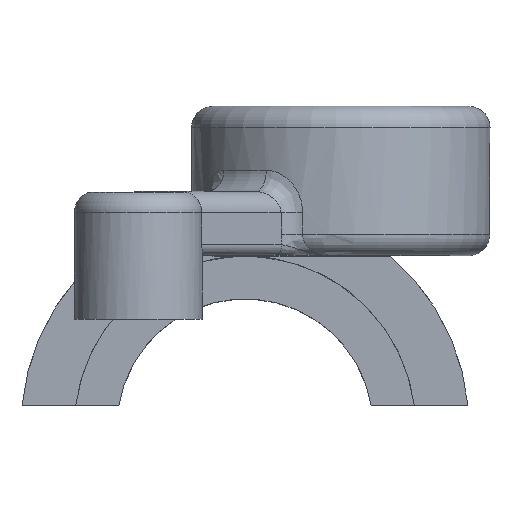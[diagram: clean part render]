
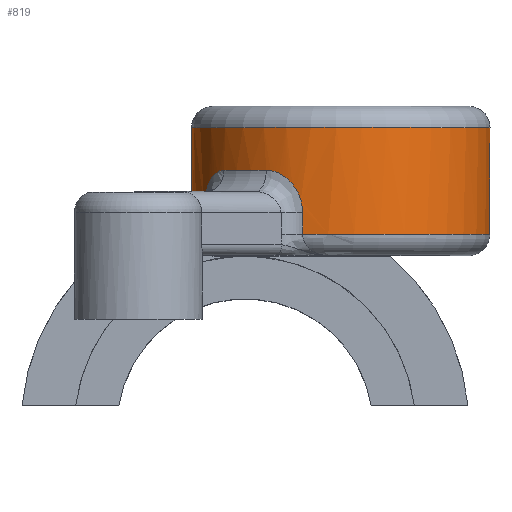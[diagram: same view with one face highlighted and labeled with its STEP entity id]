
A CAD part, top view. The second image highlights one B-rep face of the part: STEP entity #819.
In plain terms, the highlighted cylindrical face has radius 7 mm (diameter 14 mm), a partial arc.
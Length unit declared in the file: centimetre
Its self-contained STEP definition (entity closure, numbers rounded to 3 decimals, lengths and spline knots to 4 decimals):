
#59=B_SPLINE_CURVE_WITH_KNOTS('',3,(#1650,#1651,#1652,#1653,#1654,#1655,
#1656,#1657,#1658,#1659),.UNSPECIFIED.,.F.,.U.,(4,2,2,2,4),(0.,
0.0411,0.1068,0.2119,0.3204),
 .UNSPECIFIED.);
#62=B_SPLINE_CURVE_WITH_KNOTS('',3,(#1852,#1853,#1854,#1855,#1856,#1857,
#1858,#1859,#1860,#1861),.UNSPECIFIED.,.F.,.U.,(4,2,2,2,4),(0.,
0.0411,0.1068,0.212,0.3205),
 .UNSPECIFIED.);
#81=CYLINDRICAL_SURFACE('',#892,0.7);
#114=CIRCLE('',#884,0.7);
#116=CIRCLE('',#887,0.7);
#118=CIRCLE('',#893,0.7);
#186=VERTEX_POINT('',#1649);
#187=VERTEX_POINT('',#1660);
#189=VERTEX_POINT('',#1665);
#190=VERTEX_POINT('',#1862);
#191=VERTEX_POINT('',#1863);
#192=VERTEX_POINT('',#1878);
#193=VERTEX_POINT('',#2055);
#195=VERTEX_POINT('',#2065);
#196=VERTEX_POINT('',#2067);
#197=VERTEX_POINT('',#2069);
#246=VECTOR('',#1026,1.);
#248=VECTOR('',#1036,1.);
#250=VECTOR('',#1059,1.);
#251=VECTOR('',#1062,1.);
#294=LINE('',#1666,#246);
#296=LINE('',#1879,#248);
#298=LINE('',#2064,#250);
#299=LINE('',#2068,#251);
#375=EDGE_CURVE('',#186,#187,#59,.F.);
#378=EDGE_CURVE('',#189,#186,#294,.T.);
#382=EDGE_CURVE('',#190,#191,#62,.F.);
#387=EDGE_CURVE('',#191,#192,#296,.T.);
#391=EDGE_CURVE('',#187,#190,#114,.T.);
#393=EDGE_CURVE('',#193,#189,#116,.T.);
#396=EDGE_CURVE('',#195,#193,#298,.T.);
#397=EDGE_CURVE('',#196,#195,#118,.T.);
#398=EDGE_CURVE('',#196,#197,#299,.T.);
#399=EDGE_CURVE('',#192,#197,#116,.T.);
#572=ORIENTED_EDGE('',*,*,#378,.F.);
#573=ORIENTED_EDGE('',*,*,#393,.F.);
#574=ORIENTED_EDGE('',*,*,#396,.F.);
#575=ORIENTED_EDGE('',*,*,#397,.F.);
#576=ORIENTED_EDGE('',*,*,#398,.T.);
#577=ORIENTED_EDGE('',*,*,#399,.F.);
#578=ORIENTED_EDGE('',*,*,#387,.F.);
#579=ORIENTED_EDGE('',*,*,#382,.F.);
#580=ORIENTED_EDGE('',*,*,#391,.F.);
#581=ORIENTED_EDGE('',*,*,#375,.F.);
#702=EDGE_LOOP('',(#572,#573,#574,#575,#576,#577,#578,#579,#580,#581));
#763=FACE_BOUND('',#702,.T.);
#819=ADVANCED_FACE('',(#763),#81,.T.);
#884=AXIS2_PLACEMENT_3D('',#2052,#1043,#1044);
#887=AXIS2_PLACEMENT_3D('',#2056,#1048,#1049);
#892=AXIS2_PLACEMENT_3D('',#2063,#1057,#1058);
#893=AXIS2_PLACEMENT_3D('',#2066,#1060,#1061);
#1026=DIRECTION('',(0.,1.,0.));
#1036=DIRECTION('',(0.,-1.,0.));
#1043=DIRECTION('',(0.,-1.,0.));
#1044=DIRECTION('',(-0.458,0.,0.53));
#1048=DIRECTION('',(0.,-1.,0.));
#1049=DIRECTION('',(0.324,0.,0.621));
#1057=DIRECTION('',(0.,-1.,0.));
#1058=DIRECTION('',(0.7,0.,0.));
#1059=DIRECTION('',(0.,-1.,0.));
#1060=DIRECTION('',(0.,1.,0.));
#1061=DIRECTION('',(0.274,0.,0.644));
#1062=DIRECTION('',(0.,-1.,0.));
#1649=CARTESIAN_POINT('',(0.2704,1.,2.7766));
#1650=CARTESIAN_POINT('',(0.0999,1.2,2.7062));
#1651=CARTESIAN_POINT('',(0.1103,1.2,2.7122));
#1652=CARTESIAN_POINT('',(0.1209,1.1986,2.7179));
#1653=CARTESIAN_POINT('',(0.1484,1.1916,2.732));
#1654=CARTESIAN_POINT('',(0.1649,1.184,2.7395));
#1655=CARTESIAN_POINT('',(0.2056,1.1565,2.7565));
#1656=CARTESIAN_POINT('',(0.228,1.1322,2.7641));
#1657=CARTESIAN_POINT('',(0.2608,1.072,2.7742));
#1658=CARTESIAN_POINT('',(0.2704,1.0361,2.7766));
#1659=CARTESIAN_POINT('',(0.2704,1.,2.7766));
#1660=CARTESIAN_POINT('',(0.0999,1.2,2.7062));
#1665=CARTESIAN_POINT('',(0.2704,0.9,2.7766));
#1666=CARTESIAN_POINT('',(0.2704,1.5,2.7766));
#1852=CARTESIAN_POINT('',(-0.1932,1.,2.3762));
#1853=CARTESIAN_POINT('',(-0.1932,1.0137,2.3762));
#1854=CARTESIAN_POINT('',(-0.1927,1.0275,2.3775));
#1855=CARTESIAN_POINT('',(-0.1898,1.0625,2.384));
#1856=CARTESIAN_POINT('',(-0.1867,1.0829,2.3911));
#1857=CARTESIAN_POINT('',(-0.175,1.1312,2.4157));
#1858=CARTESIAN_POINT('',(-0.1644,1.1558,2.4366));
#1859=CARTESIAN_POINT('',(-0.1362,1.1904,2.4836));
#1860=CARTESIAN_POINT('',(-0.1184,1.2,2.5098));
#1861=CARTESIAN_POINT('',(-0.0988,1.2,2.5346));
#1862=CARTESIAN_POINT('',(-0.0988,1.2,2.5346));
#1863=CARTESIAN_POINT('',(-0.1932,1.,2.3762));
#1878=CARTESIAN_POINT('',(-0.1932,0.9,2.3762));
#1879=CARTESIAN_POINT('',(-0.1932,1.5,2.3762));
#2052=CARTESIAN_POINT('',(0.45,1.2,2.1));
#2055=CARTESIAN_POINT('',(0.851,0.9,1.5262));
#2056=CARTESIAN_POINT('',(0.45,0.9,2.1));
#2063=CARTESIAN_POINT('',(0.45,1.5,2.1));
#2064=CARTESIAN_POINT('',(0.851,1.5,1.5262));
#2065=CARTESIAN_POINT('',(0.851,1.4,1.5262));
#2066=CARTESIAN_POINT('',(0.45,1.4,2.1));
#2067=CARTESIAN_POINT('',(-0.25,1.4,2.1));
#2068=CARTESIAN_POINT('',(-0.25,1.5,2.1));
#2069=CARTESIAN_POINT('',(-0.25,0.9,2.1));
